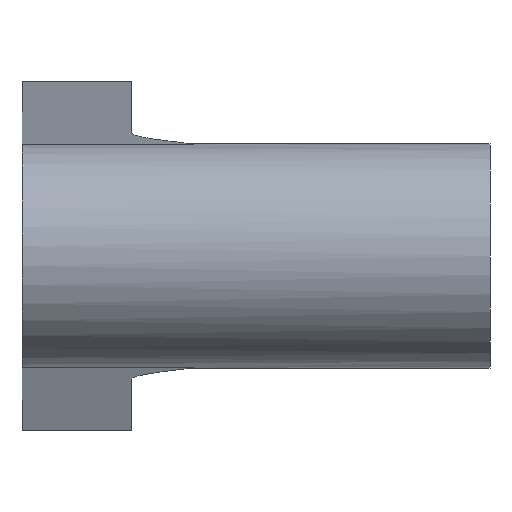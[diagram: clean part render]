
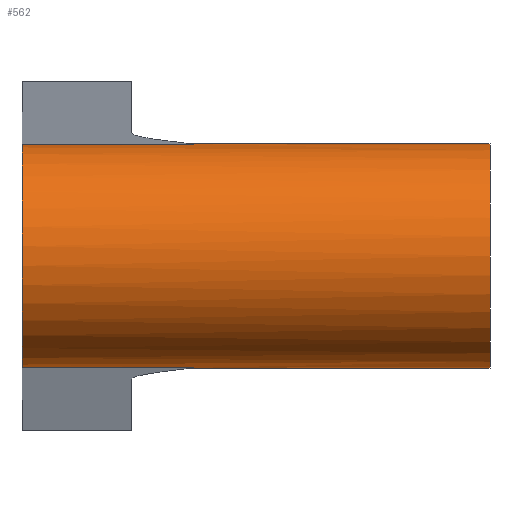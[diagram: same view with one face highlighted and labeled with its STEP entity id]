
A CAD part, left-side view. The second image highlights one B-rep face of the part: STEP entity #562.
In plain terms, the highlighted cylindrical face has radius 3.6 mm (diameter 7.2 mm), a partial arc.
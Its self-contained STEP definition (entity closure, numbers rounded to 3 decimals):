
#34 = EDGE_CURVE ( 'NONE', #505, #749, #50, .T. ) ;
#40 = DIRECTION ( 'NONE',  ( 0., 0., 1. ) ) ;
#50 = CIRCLE ( 'NONE', #839, 3.6 ) ;
#52 = CARTESIAN_POINT ( 'NONE',  ( -23.76, 1.5, -3.587 ) ) ;
#65 = DIRECTION ( 'NONE',  ( 0., 1., 0. ) ) ;
#92 = VECTOR ( 'NONE', #722, 1000. ) ;
#124 = CARTESIAN_POINT ( 'NONE',  ( -23.453, -2., 3.6 ) ) ;
#135 = VECTOR ( 'NONE', #462, 1000. ) ;
#142 = CARTESIAN_POINT ( 'NONE',  ( -23.453, -4., 0. ) ) ;
#146 = CARTESIAN_POINT ( 'NONE',  ( -23.453, -4., 3.6 ) ) ;
#182 = CIRCLE ( 'NONE', #686, 3.6 ) ;
#184 = VECTOR ( 'NONE', #65, 1000. ) ;
#190 = CARTESIAN_POINT ( 'NONE',  ( -23.453, -2., 0. ) ) ;
#213 = CARTESIAN_POINT ( 'NONE',  ( -23.76, -4., 3.587 ) ) ;
#216 = EDGE_CURVE ( 'NONE', #618, #691, #681, .T. ) ;
#225 = AXIS2_PLACEMENT_3D ( 'NONE', #663, #402, #466 ) ;
#227 = DIRECTION ( 'NONE',  ( 0., 0., 1. ) ) ;
#243 = CARTESIAN_POINT ( 'NONE',  ( -23.453, 1.5, 0. ) ) ;
#257 = CARTESIAN_POINT ( 'NONE',  ( -23.76, -2., -3.587 ) ) ;
#270 = EDGE_CURVE ( 'NONE', #406, #749, #460, .T. ) ;
#291 = DIRECTION ( 'NONE',  ( 0., -1., 0. ) ) ;
#293 = ORIENTED_EDGE ( 'NONE', *, *, #753, .T. ) ;
#319 = ORIENTED_EDGE ( 'NONE', *, *, #802, .F. ) ;
#325 = LINE ( 'NONE', #124, #135 ) ;
#327 = VERTEX_POINT ( 'NONE', #550 ) ;
#329 = CARTESIAN_POINT ( 'NONE',  ( -23.453, -13.5, -3.6 ) ) ;
#342 = CARTESIAN_POINT ( 'NONE',  ( -23.453, -4., -3.6 ) ) ;
#354 = DIRECTION ( 'NONE',  ( 0., 0., -1. ) ) ;
#355 = ORIENTED_EDGE ( 'NONE', *, *, #270, .T. ) ;
#368 = LINE ( 'NONE', #257, #92 ) ;
#400 = DIRECTION ( 'NONE',  ( 0., 1., 0. ) ) ;
#402 = DIRECTION ( 'NONE',  ( 0., -1., 0. ) ) ;
#406 = VERTEX_POINT ( 'NONE', #213 ) ;
#438 = ORIENTED_EDGE ( 'NONE', *, *, #216, .F. ) ;
#449 = AXIS2_PLACEMENT_3D ( 'NONE', #142, #291, #227 ) ;
#460 = LINE ( 'NONE', #475, #184 ) ;
#462 = DIRECTION ( 'NONE',  ( 0., 1., 0. ) ) ;
#466 = DIRECTION ( 'NONE',  ( 0., 0., 1. ) ) ;
#469 = FACE_OUTER_BOUND ( 'NONE', #523, .T. ) ;
#475 = CARTESIAN_POINT ( 'NONE',  ( -23.76, -2., 3.587 ) ) ;
#481 = AXIS2_PLACEMENT_3D ( 'NONE', #190, #658, #516 ) ;
#486 = ORIENTED_EDGE ( 'NONE', *, *, #820, .T. ) ;
#491 = CIRCLE ( 'NONE', #449, 3.6 ) ;
#498 = EDGE_CURVE ( 'NONE', #327, #800, #325, .T. ) ;
#503 = VECTOR ( 'NONE', #400, 1000. ) ;
#505 = VERTEX_POINT ( 'NONE', #52 ) ;
#506 = ORIENTED_EDGE ( 'NONE', *, *, #34, .F. ) ;
#516 = DIRECTION ( 'NONE',  ( 0., 0., 1. ) ) ;
#523 = EDGE_LOOP ( 'NONE', ( #438, #319, #774, #486, #355, #506, #549, #293 ) ) ;
#549 = ORIENTED_EDGE ( 'NONE', *, *, #657, .F. ) ;
#550 = CARTESIAN_POINT ( 'NONE',  ( -23.453, -13.5, 3.6 ) ) ;
#562 = ADVANCED_FACE ( 'NONE', ( #469 ), #575, .T. ) ;
#575 = CYLINDRICAL_SURFACE ( 'NONE', #481, 3.6 ) ;
#607 = CARTESIAN_POINT ( 'NONE',  ( -23.453, -13.5, 0. ) ) ;
#610 = DIRECTION ( 'NONE',  ( 0., -1., 0. ) ) ;
#618 = VERTEX_POINT ( 'NONE', #329 ) ;
#657 = EDGE_CURVE ( 'NONE', #769, #505, #368, .T. ) ;
#658 = DIRECTION ( 'NONE',  ( 0., 1., 0. ) ) ;
#663 = CARTESIAN_POINT ( 'NONE',  ( -23.453, -4., 0. ) ) ;
#674 = CARTESIAN_POINT ( 'NONE',  ( -23.453, -2., -3.6 ) ) ;
#681 = LINE ( 'NONE', #674, #503 ) ;
#686 = AXIS2_PLACEMENT_3D ( 'NONE', #607, #610, #354 ) ;
#691 = VERTEX_POINT ( 'NONE', #342 ) ;
#722 = DIRECTION ( 'NONE',  ( 0., 1., 0. ) ) ;
#749 = VERTEX_POINT ( 'NONE', #816 ) ;
#753 = EDGE_CURVE ( 'NONE', #769, #691, #859, .T. ) ;
#769 = VERTEX_POINT ( 'NONE', #821 ) ;
#774 = ORIENTED_EDGE ( 'NONE', *, *, #498, .T. ) ;
#800 = VERTEX_POINT ( 'NONE', #146 ) ;
#802 = EDGE_CURVE ( 'NONE', #327, #618, #182, .T. ) ;
#816 = CARTESIAN_POINT ( 'NONE',  ( -23.76, 1.5, 3.587 ) ) ;
#820 = EDGE_CURVE ( 'NONE', #800, #406, #491, .T. ) ;
#821 = CARTESIAN_POINT ( 'NONE',  ( -23.76, -4., -3.587 ) ) ;
#839 = AXIS2_PLACEMENT_3D ( 'NONE', #243, #853, #40 ) ;
#853 = DIRECTION ( 'NONE',  ( 0., 1., 0. ) ) ;
#859 = CIRCLE ( 'NONE', #225, 3.6 ) ;
